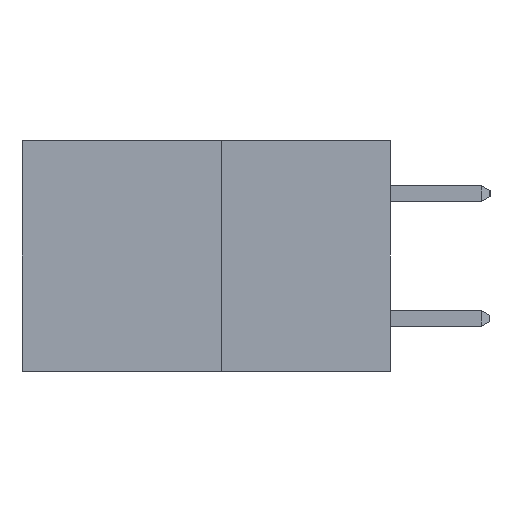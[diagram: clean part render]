
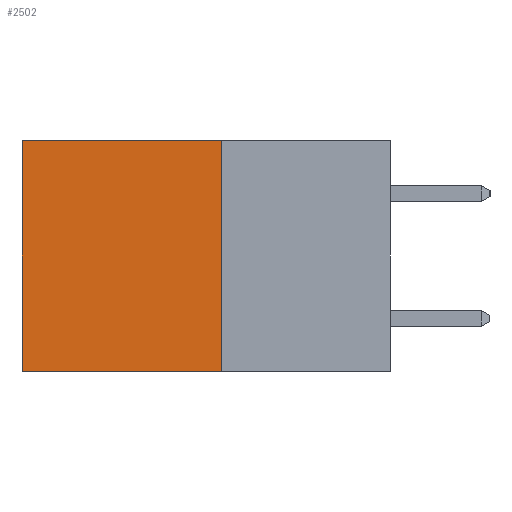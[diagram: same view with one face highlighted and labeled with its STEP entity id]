
A CAD part, left-side view. The second image highlights one B-rep face of the part: STEP entity #2502.
In plain terms, the highlighted planar face has unit normal (-1, 0, 0).
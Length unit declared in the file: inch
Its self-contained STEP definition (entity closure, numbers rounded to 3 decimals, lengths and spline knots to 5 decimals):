
#908 = ORIENTED_EDGE ( 'NONE', *, *, #3669, .F. ) ;
#1127 = EDGE_LOOP ( 'NONE', ( #6662, #6092, #908, #8312 ) ) ;
#1261 = LINE ( 'NONE', #7927, #1507 ) ;
#1507 = VECTOR ( 'NONE', #9237, 39.37008 ) ;
#1518 = DIRECTION ( 'NONE',  ( 0., 0., -1. ) ) ;
#1561 = CARTESIAN_POINT ( 'NONE',  ( 0.277, 0.27, -0.37 ) ) ;
#2258 = VECTOR ( 'NONE', #1518, 39.37008 ) ;
#2502 = ADVANCED_FACE ( 'NONE', ( #5525 ), #8053, .F. ) ;
#3036 = DIRECTION ( 'NONE',  ( 0., 0., -1. ) ) ;
#3669 = EDGE_CURVE ( 'NONE', #9070, #9136, #5965, .T. ) ;
#3759 = DIRECTION ( 'NONE',  ( 0., 1., 0. ) ) ;
#3887 = LINE ( 'NONE', #8812, #9117 ) ;
#4106 = CARTESIAN_POINT ( 'NONE',  ( 0.277, 0.59, -0.37 ) ) ;
#4110 = VERTEX_POINT ( 'NONE', #5060 ) ;
#4993 = EDGE_CURVE ( 'NONE', #4110, #8382, #3887, .T. ) ;
#5060 = CARTESIAN_POINT ( 'NONE',  ( 0.277, 0.59, 0. ) ) ;
#5525 = FACE_OUTER_BOUND ( 'NONE', #1127, .T. ) ;
#5569 = VECTOR ( 'NONE', #3759, 39.37008 ) ;
#5965 = LINE ( 'NONE', #1561, #2258 ) ;
#6092 = ORIENTED_EDGE ( 'NONE', *, *, #7850, .F. ) ;
#6279 = CARTESIAN_POINT ( 'NONE',  ( 0.277, 0.27, 0. ) ) ;
#6313 = CARTESIAN_POINT ( 'NONE',  ( 0.277, 0.27, -0.37 ) ) ;
#6662 = ORIENTED_EDGE ( 'NONE', *, *, #4993, .T. ) ;
#6786 = EDGE_CURVE ( 'NONE', #9070, #4110, #9299, .T. ) ;
#7850 = EDGE_CURVE ( 'NONE', #9136, #8382, #1261, .T. ) ;
#7927 = CARTESIAN_POINT ( 'NONE',  ( 0.277, 0.27, -0.37 ) ) ;
#8024 = DIRECTION ( 'NONE',  ( 0., 0., -1. ) ) ;
#8032 = DIRECTION ( 'NONE',  ( 1., 0., 0. ) ) ;
#8053 = PLANE ( 'NONE',  #8399 ) ;
#8065 = CARTESIAN_POINT ( 'NONE',  ( 0.277, 0.27, -0.37 ) ) ;
#8312 = ORIENTED_EDGE ( 'NONE', *, *, #6786, .T. ) ;
#8382 = VERTEX_POINT ( 'NONE', #4106 ) ;
#8399 = AXIS2_PLACEMENT_3D ( 'NONE', #8065, #8032, #8024 ) ;
#8812 = CARTESIAN_POINT ( 'NONE',  ( 0.277, 0.59, -0.37 ) ) ;
#9070 = VERTEX_POINT ( 'NONE', #6279 ) ;
#9117 = VECTOR ( 'NONE', #3036, 39.37008 ) ;
#9136 = VERTEX_POINT ( 'NONE', #6313 ) ;
#9237 = DIRECTION ( 'NONE',  ( 0., 1., 0. ) ) ;
#9299 = LINE ( 'NONE', #9425, #5569 ) ;
#9425 = CARTESIAN_POINT ( 'NONE',  ( 0.277, 0.27, 0. ) ) ;
